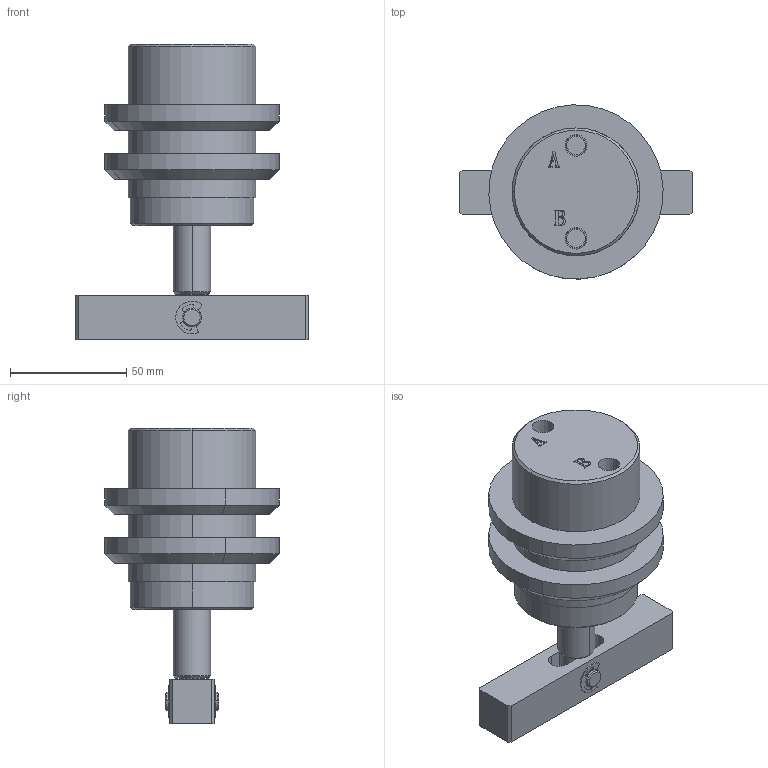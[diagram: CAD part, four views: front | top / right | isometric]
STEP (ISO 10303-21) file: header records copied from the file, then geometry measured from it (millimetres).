
FILE_DESCRIPTION (( 'STEP AP203' ), '1' );
FILE_NAME ('HCAS-TB40D.STEP', '2019-10-14T09:27:22', ( '微软用户' ), ( '微软中国' ), 'SwSTEP 2.0', 'SolidWorks 2012', '' );
FILE_SCHEMA (( 'CONFIG_CONTROL_DESIGN' ));
Length unit declared in the file: millimetre
Products named in the file (7): HCAS-40D活塞杆; HCAS-TB40掛极; HCAS-TB40D; 縐遠8; HCAS-TB40蹟譫; HCAS-TB40D邧旋; HCAS-TB40DÏú
Assembly tree (8 placements, depth 2):
  HCAS-TB40D
    HCAS-TB40掛极
    HCAS-40D活塞杆
    HCAS-TB40D邧旋
    HCAS-TB40DÏú
    縐遠8  x2
    HCAS-TB40蹟譫  x2
Bounding box: 100 x 74.93 x 127 mm (x, y, z)
Volume: 228315.3 mm3; surface area: 60603.3 mm2
Topology: 8 solids, 8 shells, 221 faces, 540 edges, 352 vertices
Faces by surface type: plane 91, cylinder 88, cone 20, bspline 16, torus 6
Entity records: 6895 total; most frequent: CARTESIAN_POINT 1772, DIRECTION 920, ORIENTED_EDGE 880, EDGE_CURVE 440, AXIS2_PLACEMENT_3D 338, VERTEX_POINT 286, VECTOR 244, LINE 244
